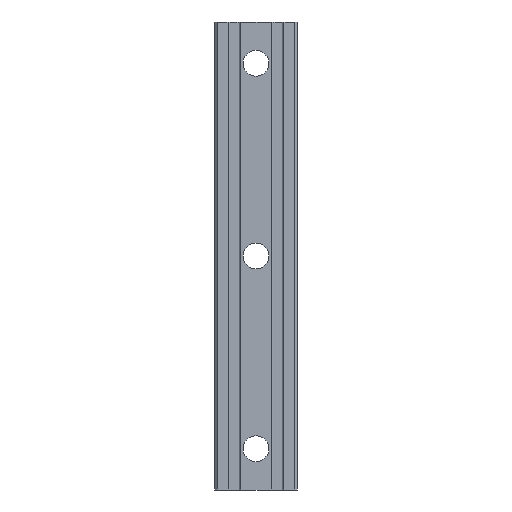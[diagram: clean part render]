
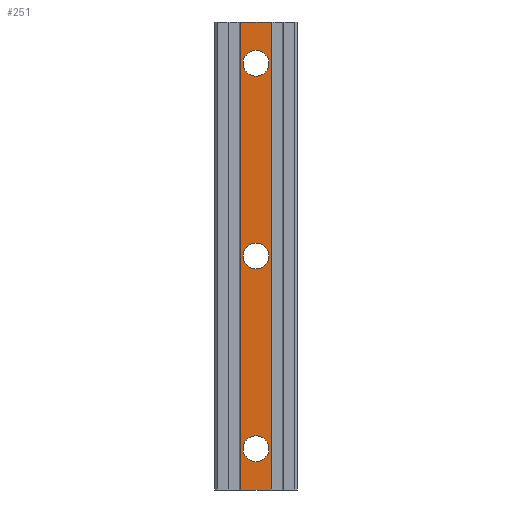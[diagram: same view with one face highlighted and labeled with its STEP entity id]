
A CAD part, front view. The second image highlights one B-rep face of the part: STEP entity #251.
In plain terms, the highlighted planar face has unit normal (0, -1, 0).
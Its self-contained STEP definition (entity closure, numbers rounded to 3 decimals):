
#27 = EDGE_CURVE ( 'NONE', #1839, #1846, #524, .T. ) ;
#43 = EDGE_CURVE ( 'NONE', #188, #187, #558, .T. ) ;
#68 = EDGE_CURVE ( 'NONE', #208, #207, #629, .T. ) ;
#77 = VERTEX_POINT ( 'NONE', #615 ) ;
#186 = EDGE_CURVE ( 'NONE', #187, #188, #797, .T. ) ;
#187 = VERTEX_POINT ( 'NONE', #792 ) ;
#188 = VERTEX_POINT ( 'NONE', #851 ) ;
#206 = EDGE_CURVE ( 'NONE', #207, #208, #827, .T. ) ;
#207 = VERTEX_POINT ( 'NONE', #822 ) ;
#208 = VERTEX_POINT ( 'NONE', #821 ) ;
#234 = ORIENTED_EDGE ( 'NONE', *, *, #186, .T. ) ;
#235 = EDGE_LOOP ( 'NONE', ( #236, #237, #239, #240 ) ) ;
#236 = ORIENTED_EDGE ( 'NONE', *, *, #1961, .T. ) ;
#237 = ORIENTED_EDGE ( 'NONE', *, *, #238, .T. ) ;
#238 = EDGE_CURVE ( 'NONE', #77, #1969, #896, .T. ) ;
#239 = ORIENTED_EDGE ( 'NONE', *, *, #1977, .T. ) ;
#240 = ORIENTED_EDGE ( 'NONE', *, *, #241, .F. ) ;
#241 = EDGE_CURVE ( 'NONE', #1959, #1966, #892, .T. ) ;
#251 = ADVANCED_FACE ( 'NONE', ( #940, #939, #938, #937 ), #936, .T. ) ;
#252 = EDGE_LOOP ( 'NONE', ( #253, #254 ) ) ;
#253 = ORIENTED_EDGE ( 'NONE', *, *, #68, .T. ) ;
#254 = ORIENTED_EDGE ( 'NONE', *, *, #206, .T. ) ;
#255 = EDGE_LOOP ( 'NONE', ( #256, #257 ) ) ;
#256 = ORIENTED_EDGE ( 'NONE', *, *, #27, .T. ) ;
#257 = ORIENTED_EDGE ( 'NONE', *, *, #1845, .T. ) ;
#258 = EDGE_LOOP ( 'NONE', ( #259, #234 ) ) ;
#259 = ORIENTED_EDGE ( 'NONE', *, *, #43, .T. ) ;
#516 = DIRECTION ( 'NONE',  ( 0., 0., 1. ) ) ;
#517 = DIRECTION ( 'NONE',  ( 0., 1., 0. ) ) ;
#518 = CARTESIAN_POINT ( 'NONE',  ( 0., -38., 105. ) ) ;
#519 = AXIS2_PLACEMENT_3D ( 'NONE', #518, #517, #516 ) ;
#524 = CIRCLE ( 'NONE', #519, 7. ) ;
#554 = DIRECTION ( 'NONE',  ( 0., 0., 1. ) ) ;
#555 = DIRECTION ( 'NONE',  ( 0., 1., 0. ) ) ;
#556 = CARTESIAN_POINT ( 'NONE',  ( 0., -38., 0. ) ) ;
#557 = AXIS2_PLACEMENT_3D ( 'NONE', #556, #555, #554 ) ;
#558 = CIRCLE ( 'NONE', #557, 7. ) ;
#615 = CARTESIAN_POINT ( 'NONE',  ( -8.25, -38., -127.5 ) ) ;
#625 = DIRECTION ( 'NONE',  ( 0., 0., 1. ) ) ;
#626 = DIRECTION ( 'NONE',  ( 0., 1., 0. ) ) ;
#627 = CARTESIAN_POINT ( 'NONE',  ( 0., -38., -105. ) ) ;
#628 = AXIS2_PLACEMENT_3D ( 'NONE', #627, #626, #625 ) ;
#629 = CIRCLE ( 'NONE', #628, 7. ) ;
#788 = DIRECTION ( 'NONE',  ( 0., 0., 1. ) ) ;
#789 = DIRECTION ( 'NONE',  ( 0., 1., 0. ) ) ;
#790 = CARTESIAN_POINT ( 'NONE',  ( 0., -38., 0. ) ) ;
#791 = AXIS2_PLACEMENT_3D ( 'NONE', #790, #789, #788 ) ;
#792 = CARTESIAN_POINT ( 'NONE',  ( 0., -38., -7. ) ) ;
#797 = CIRCLE ( 'NONE', #791, 7. ) ;
#821 = CARTESIAN_POINT ( 'NONE',  ( 0., -38., -98. ) ) ;
#822 = CARTESIAN_POINT ( 'NONE',  ( 0., -38., -112. ) ) ;
#823 = DIRECTION ( 'NONE',  ( 0., 0., 1. ) ) ;
#824 = DIRECTION ( 'NONE',  ( 0., 1., 0. ) ) ;
#825 = CARTESIAN_POINT ( 'NONE',  ( 0., -38., -105. ) ) ;
#826 = AXIS2_PLACEMENT_3D ( 'NONE', #825, #824, #823 ) ;
#827 = CIRCLE ( 'NONE', #826, 7. ) ;
#851 = CARTESIAN_POINT ( 'NONE',  ( 0., -38., 7. ) ) ;
#889 = DIRECTION ( 'NONE',  ( 1., 0., 0. ) ) ;
#890 = VECTOR ( 'NONE', #889, 1000. ) ;
#891 = CARTESIAN_POINT ( 'NONE',  ( 0., -38., 127.5 ) ) ;
#892 = LINE ( 'NONE', #891, #890 ) ;
#893 = DIRECTION ( 'NONE',  ( 1., 0., 0. ) ) ;
#894 = VECTOR ( 'NONE', #893, 1000. ) ;
#895 = CARTESIAN_POINT ( 'NONE',  ( 0., -38., -127.5 ) ) ;
#896 = LINE ( 'NONE', #895, #894 ) ;
#932 = DIRECTION ( 'NONE',  ( 0., 0., -1. ) ) ;
#933 = DIRECTION ( 'NONE',  ( 0., -1., 0. ) ) ;
#934 = CARTESIAN_POINT ( 'NONE',  ( -8.25, -38., -127.5 ) ) ;
#935 = AXIS2_PLACEMENT_3D ( 'NONE', #934, #933, #932 ) ;
#936 = PLANE ( 'NONE',  #935 ) ;
#937 = FACE_OUTER_BOUND ( 'NONE', #235, .T. ) ;
#938 = FACE_BOUND ( 'NONE', #258, .T. ) ;
#939 = FACE_BOUND ( 'NONE', #255, .T. ) ;
#940 = FACE_BOUND ( 'NONE', #252, .T. ) ;
#1340 = CARTESIAN_POINT ( 'NONE',  ( 0., -38., 105. ) ) ;
#1348 = CARTESIAN_POINT ( 'NONE',  ( 0., -38., 112. ) ) ;
#1393 = CARTESIAN_POINT ( 'NONE',  ( 0., -38., 98. ) ) ;
#1394 = DIRECTION ( 'NONE',  ( 0., 0., 1. ) ) ;
#1395 = DIRECTION ( 'NONE',  ( 0., 1., 0. ) ) ;
#1396 = AXIS2_PLACEMENT_3D ( 'NONE', #1340, #1395, #1394 ) ;
#1397 = CIRCLE ( 'NONE', #1396, 7. ) ;
#1594 = CARTESIAN_POINT ( 'NONE',  ( 8.25, -38., -127.5 ) ) ;
#1595 = CARTESIAN_POINT ( 'NONE',  ( 8.25, -38., 127.5 ) ) ;
#1607 = DIRECTION ( 'NONE',  ( 0., 0., -1. ) ) ;
#1608 = VECTOR ( 'NONE', #1607, 1000. ) ;
#1609 = CARTESIAN_POINT ( 'NONE',  ( -8.25, -38., -127.5 ) ) ;
#1610 = LINE ( 'NONE', #1609, #1608 ) ;
#1611 = CARTESIAN_POINT ( 'NONE',  ( -8.25, -38., 127.5 ) ) ;
#1634 = DIRECTION ( 'NONE',  ( 0., 0., 1. ) ) ;
#1635 = VECTOR ( 'NONE', #1634, 1000. ) ;
#1636 = CARTESIAN_POINT ( 'NONE',  ( 8.25, -38., -127.5 ) ) ;
#1637 = LINE ( 'NONE', #1636, #1635 ) ;
#1839 = VERTEX_POINT ( 'NONE', #1348 ) ;
#1845 = EDGE_CURVE ( 'NONE', #1846, #1839, #1397, .T. ) ;
#1846 = VERTEX_POINT ( 'NONE', #1393 ) ;
#1959 = VERTEX_POINT ( 'NONE', #1611 ) ;
#1961 = EDGE_CURVE ( 'NONE', #1959, #77, #1610, .T. ) ;
#1966 = VERTEX_POINT ( 'NONE', #1595 ) ;
#1969 = VERTEX_POINT ( 'NONE', #1594 ) ;
#1977 = EDGE_CURVE ( 'NONE', #1969, #1966, #1637, .T. ) ;
